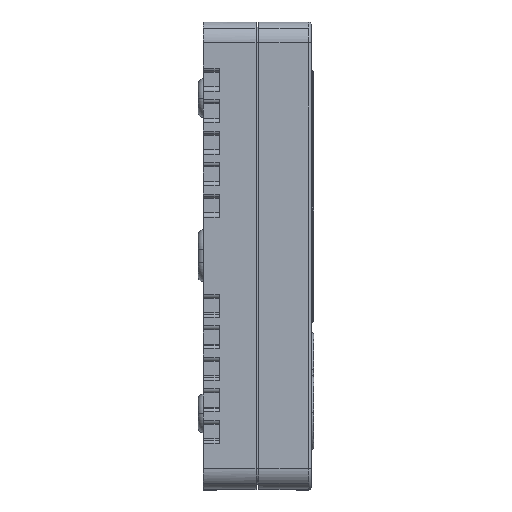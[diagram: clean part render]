
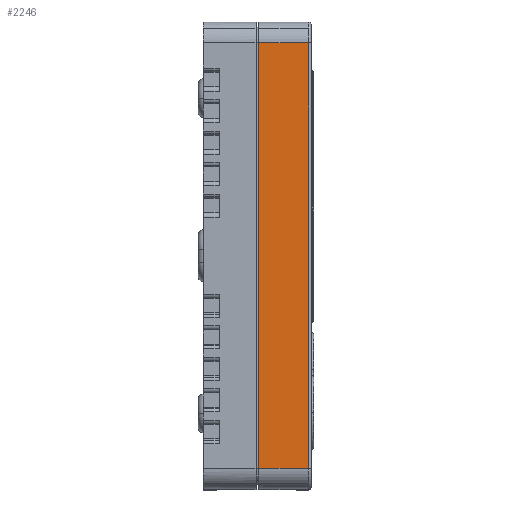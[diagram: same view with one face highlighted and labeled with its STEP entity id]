
A CAD part, top view. The second image highlights one B-rep face of the part: STEP entity #2246.
In plain terms, the highlighted planar face has unit normal (0, 0, 1).
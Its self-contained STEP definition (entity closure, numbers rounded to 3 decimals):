
#236 = VERTEX_POINT ( 'NONE', #11126 ) ;
#1312 = DIRECTION ( 'NONE',  ( 0., 0., -1. ) ) ;
#1492 = ORIENTED_EDGE ( 'NONE', *, *, #6642, .T. ) ;
#1547 = CARTESIAN_POINT ( 'NONE',  ( 10.5, 108.237, -158.485 ) ) ;
#2139 = DIRECTION ( 'NONE',  ( 0., 1., 0. ) ) ;
#2246 = ADVANCED_FACE ( 'NONE', ( #6471 ), #12670, .F. ) ;
#3006 = LINE ( 'NONE', #11321, #11032 ) ;
#3306 = DIRECTION ( 'NONE',  ( 0., 1., 0. ) ) ;
#3910 = CARTESIAN_POINT ( 'NONE',  ( 20., 189.238, -158.485 ) ) ;
#4156 = DIRECTION ( 'NONE',  ( -1., 0., 0. ) ) ;
#5450 = DIRECTION ( 'NONE',  ( -1., 0., 0. ) ) ;
#5795 = VERTEX_POINT ( 'NONE', #1547 ) ;
#6237 = LINE ( 'NONE', #12443, #13406 ) ;
#6471 = FACE_OUTER_BOUND ( 'NONE', #10925, .T. ) ;
#6642 = EDGE_CURVE ( 'NONE', #11643, #9005, #3006, .T. ) ;
#6737 = CARTESIAN_POINT ( 'NONE',  ( 20.5, 189.238, -158.485 ) ) ;
#7712 = EDGE_CURVE ( 'NONE', #236, #5795, #9190, .T. ) ;
#8154 = CARTESIAN_POINT ( 'NONE',  ( 10.5, 189.238, -158.485 ) ) ;
#8269 = EDGE_CURVE ( 'NONE', #5795, #9005, #6237, .T. ) ;
#8305 = AXIS2_PLACEMENT_3D ( 'NONE', #6737, #1312, #5450 ) ;
#9005 = VERTEX_POINT ( 'NONE', #8154 ) ;
#9159 = ORIENTED_EDGE ( 'NONE', *, *, #7712, .F. ) ;
#9190 = LINE ( 'NONE', #13370, #12970 ) ;
#9393 = DIRECTION ( 'NONE',  ( -1., 0., 0. ) ) ;
#9571 = LINE ( 'NONE', #11362, #11187 ) ;
#9737 = ORIENTED_EDGE ( 'NONE', *, *, #8269, .F. ) ;
#10103 = ORIENTED_EDGE ( 'NONE', *, *, #10492, .T. ) ;
#10492 = EDGE_CURVE ( 'NONE', #236, #11643, #9571, .T. ) ;
#10925 = EDGE_LOOP ( 'NONE', ( #9737, #9159, #10103, #1492 ) ) ;
#11032 = VECTOR ( 'NONE', #9393, 1000. ) ;
#11126 = CARTESIAN_POINT ( 'NONE',  ( 20., 108.237, -158.485 ) ) ;
#11187 = VECTOR ( 'NONE', #3306, 1000. ) ;
#11321 = CARTESIAN_POINT ( 'NONE',  ( 20.5, 189.238, -158.485 ) ) ;
#11362 = CARTESIAN_POINT ( 'NONE',  ( 20., 189.238, -158.485 ) ) ;
#11643 = VERTEX_POINT ( 'NONE', #3910 ) ;
#12443 = CARTESIAN_POINT ( 'NONE',  ( 10.5, 189.238, -158.485 ) ) ;
#12670 = PLANE ( 'NONE',  #8305 ) ;
#12970 = VECTOR ( 'NONE', #4156, 1000. ) ;
#13370 = CARTESIAN_POINT ( 'NONE',  ( 20.5, 108.237, -158.485 ) ) ;
#13406 = VECTOR ( 'NONE', #2139, 1000. ) ;
